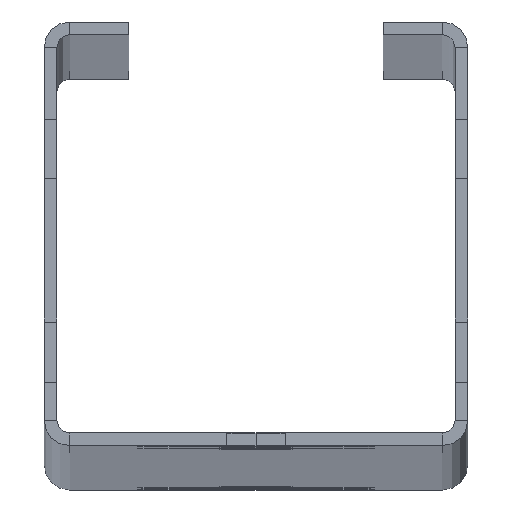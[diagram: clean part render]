
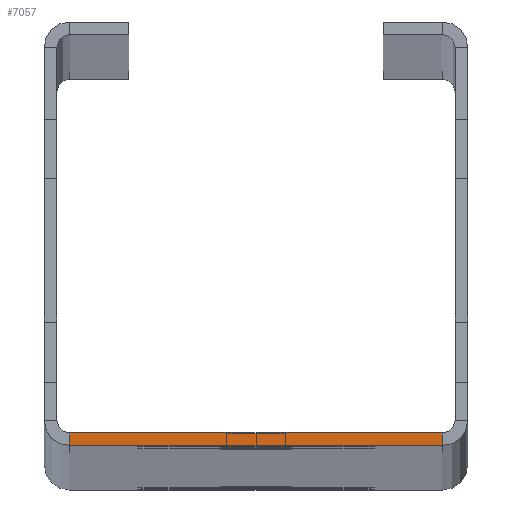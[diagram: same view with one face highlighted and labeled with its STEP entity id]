
A CAD part, top view. The second image highlights one B-rep face of the part: STEP entity #7057.
In plain terms, the highlighted planar face has unit normal (0, 0, 1).
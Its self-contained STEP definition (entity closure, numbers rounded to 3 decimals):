
#902=DIRECTION('',(0.,-1.,0.));
#903=VECTOR('',#902,1.5);
#904=CARTESIAN_POINT('',(22.,1.5,1500.));
#905=LINE('',#904,#903);
#920=DIRECTION('',(1.,0.,0.));
#921=VECTOR('',#920,44.);
#922=CARTESIAN_POINT('',(-22.,0.,1500.));
#923=LINE('',#922,#921);
#933=DIRECTION('',(0.,1.,0.));
#934=VECTOR('',#933,1.5);
#935=CARTESIAN_POINT('',(-22.,0.,1500.));
#936=LINE('',#935,#934);
#1390=DIRECTION('',(1.,0.,0.));
#1391=VECTOR('',#1390,44.);
#1392=CARTESIAN_POINT('',(-22.,1.5,1500.));
#1393=LINE('',#1392,#1391);
#5007=CARTESIAN_POINT('',(-22.,0.,1500.));
#5008=CARTESIAN_POINT('',(22.,0.,1500.));
#5009=VERTEX_POINT('',#5007);
#5010=VERTEX_POINT('',#5008);
#5038=CARTESIAN_POINT('',(22.,1.5,1500.));
#5040=VERTEX_POINT('',#5038);
#5211=CARTESIAN_POINT('',(-22.,1.5,1500.));
#5212=VERTEX_POINT('',#5211);
#7044=CARTESIAN_POINT('',(23.5,3.,1500.));
#7045=DIRECTION('',(0.,0.,1.));
#7046=DIRECTION('',(1.,0.,0.));
#7047=AXIS2_PLACEMENT_3D('',#7044,#7045,#7046);
#7048=PLANE('',#7047);
#7049=ORIENTED_EDGE('',*,*,#6452,.F.);
#7051=ORIENTED_EDGE('',*,*,#7050,.T.);
#7053=ORIENTED_EDGE('',*,*,#7052,.T.);
#7054=ORIENTED_EDGE('',*,*,#7034,.T.);
#7055=EDGE_LOOP('',(#7049,#7051,#7053,#7054));
#7056=FACE_OUTER_BOUND('',#7055,.F.);
#7057=ADVANCED_FACE('',(#7056),#7048,.T.);
#6452=EDGE_CURVE('',#5009,#5010,#923,.T.);
#7034=EDGE_CURVE('',#5040,#5010,#905,.T.);
#7050=EDGE_CURVE('',#5009,#5212,#936,.T.);
#7052=EDGE_CURVE('',#5212,#5040,#1393,.T.);
